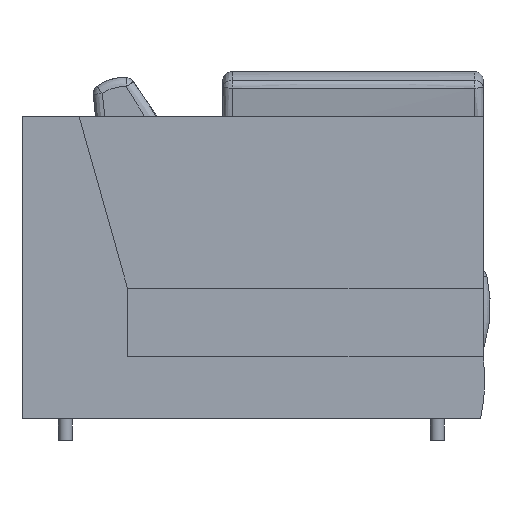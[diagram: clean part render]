
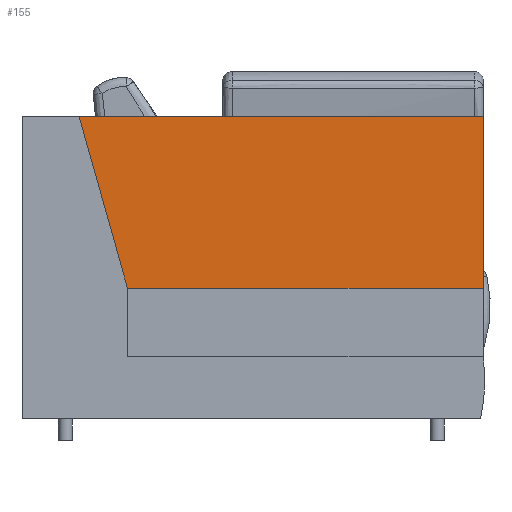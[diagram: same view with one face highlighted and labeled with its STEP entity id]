
A CAD part, left-side view. The second image highlights one B-rep face of the part: STEP entity #155.
In plain terms, the highlighted free-form (B-spline) face has degree [3, 1] with [4, 2] control points.
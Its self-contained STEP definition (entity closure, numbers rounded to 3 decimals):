
#30=B_SPLINE_CURVE_WITH_KNOTS($,1,(#3663,#3664),.UNSPECIFIED.,.F.,.F.,(2,
2),(-1147.632,-758.052),.UNSPECIFIED.);
#33=B_SPLINE_CURVE_WITH_KNOTS($,3,(#3669,#3670,#3671,#3672),.UNSPECIFIED.,
.F.,.F.,(4,4),(0.,29.692),.UNSPECIFIED.);
#35=B_SPLINE_CURVE_WITH_KNOTS($,1,(#3675,#3676),.UNSPECIFIED.,.F.,.F.,(2,
2),(-1147.632,-758.052),.UNSPECIFIED.);
#38=B_SPLINE_CURVE_WITH_KNOTS($,3,(#3683,#3684,#3685,#3686),.UNSPECIFIED.,
.F.,.F.,(4,4),(0.,29.692),.UNSPECIFIED.);
#155=ADVANCED_FACE($,(#322),#1830,.T.);
#322=FACE_OUTER_BOUND($,#489,.T.);
#489=EDGE_LOOP($,(#831,#832,#833,#834));
#831=ORIENTED_EDGE($,*,*,#1337,.T.);
#832=ORIENTED_EDGE($,*,*,#1334,.F.);
#833=ORIENTED_EDGE($,*,*,#1332,.F.);
#834=ORIENTED_EDGE($,*,*,#1329,.T.);
#1329=EDGE_CURVE($,#1584,#1585,#30,.T.);
#1332=EDGE_CURVE($,#1584,#1587,#33,.T.);
#1334=EDGE_CURVE($,#1587,#1577,#35,.T.);
#1337=EDGE_CURVE($,#1585,#1577,#38,.T.);
#1577=VERTEX_POINT($,#3755);
#1584=VERTEX_POINT($,#3762);
#1585=VERTEX_POINT($,#3763);
#1587=VERTEX_POINT($,#3765);
#1830=B_SPLINE_SURFACE_WITH_KNOTS($,3,1,((#3719,#3720),(#3721,#3722),(#3723,
#3724),(#3725,#3726)),.UNSPECIFIED.,.F.,.F.,.F.,(4,4),(2,2),(0.,29.692),
(758.052,1147.632),.UNSPECIFIED.);
#3663=CARTESIAN_POINT($,(12925.812,-26423.809,660.));
#3664=CARTESIAN_POINT($,(12925.812,-26529.391,285.));
#3669=CARTESIAN_POINT($,(12925.812,-26423.809,660.));
#3670=CARTESIAN_POINT($,(12925.818,-26717.679,660.001));
#3671=CARTESIAN_POINT($,(12925.825,-27011.548,660.002));
#3672=CARTESIAN_POINT($,(12925.831,-27305.417,660.004));
#3675=CARTESIAN_POINT($,(12925.831,-27305.417,660.004));
#3676=CARTESIAN_POINT($,(12925.82,-27305.417,285.007));
#3683=CARTESIAN_POINT($,(12925.812,-26529.391,285.));
#3684=CARTESIAN_POINT($,(12925.815,-26788.067,285.002));
#3685=CARTESIAN_POINT($,(12925.817,-27046.742,285.004));
#3686=CARTESIAN_POINT($,(12925.82,-27305.417,285.007));
#3719=CARTESIAN_POINT($,(12925.812,-26529.391,285.));
#3720=CARTESIAN_POINT($,(12925.812,-26423.809,660.));
#3721=CARTESIAN_POINT($,(12925.815,-26788.067,285.002));
#3722=CARTESIAN_POINT($,(12925.818,-26717.679,660.001));
#3723=CARTESIAN_POINT($,(12925.817,-27046.742,285.004));
#3724=CARTESIAN_POINT($,(12925.825,-27011.548,660.002));
#3725=CARTESIAN_POINT($,(12925.82,-27305.417,285.007));
#3726=CARTESIAN_POINT($,(12925.831,-27305.417,660.004));
#3755=CARTESIAN_POINT($,(12925.82,-27305.417,285.007));
#3762=CARTESIAN_POINT($,(12925.812,-26423.809,660.));
#3763=CARTESIAN_POINT($,(12925.812,-26529.391,285.));
#3765=CARTESIAN_POINT($,(12925.831,-27305.417,660.004));
